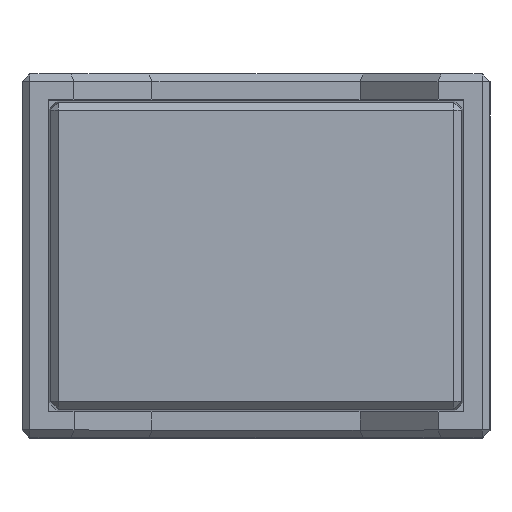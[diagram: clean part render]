
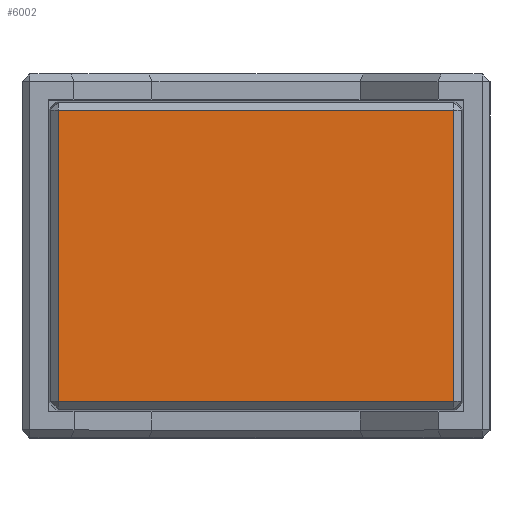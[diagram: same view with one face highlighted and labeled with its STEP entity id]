
A CAD part, top view. The second image highlights one B-rep face of the part: STEP entity #6002.
In plain terms, the highlighted planar face has unit normal (0, 0, 1).
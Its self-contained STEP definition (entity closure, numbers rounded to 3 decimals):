
#187 = DIRECTION ( 'NONE',  ( 0., 0., -1. ) ) ;
#649 = CARTESIAN_POINT ( 'NONE',  ( -7.597, -5.597, 4.7 ) ) ;
#730 = FACE_OUTER_BOUND ( 'NONE', #3979, .T. ) ;
#993 = DIRECTION ( 'NONE',  ( -1., 0., 0. ) ) ;
#1346 = VERTEX_POINT ( 'NONE', #1539 ) ;
#1401 = AXIS2_PLACEMENT_3D ( 'NONE', #5114, #187, #2375 ) ;
#1539 = CARTESIAN_POINT ( 'NONE',  ( -7.597, 5.597, 4.7 ) ) ;
#1638 = DIRECTION ( 'NONE',  ( 0., -1., 0. ) ) ;
#1650 = LINE ( 'NONE', #3851, #3112 ) ;
#2023 = EDGE_CURVE ( 'NONE', #4111, #1346, #3738, .T. ) ;
#2114 = EDGE_CURVE ( 'NONE', #6352, #3797, #1650, .T. ) ;
#2160 = CARTESIAN_POINT ( 'NONE',  ( -7.597, 0., 4.7 ) ) ;
#2237 = CARTESIAN_POINT ( 'NONE',  ( 7.597, -5.597, 4.7 ) ) ;
#2375 = DIRECTION ( 'NONE',  ( -1., 0., 0. ) ) ;
#2668 = ORIENTED_EDGE ( 'NONE', *, *, #7089, .F. ) ;
#2919 = PLANE ( 'NONE',  #1401 ) ;
#3112 = VECTOR ( 'NONE', #6038, 1000. ) ;
#3738 = LINE ( 'NONE', #5926, #4399 ) ;
#3797 = VERTEX_POINT ( 'NONE', #2237 ) ;
#3851 = CARTESIAN_POINT ( 'NONE',  ( 0., -5.597, 4.7 ) ) ;
#3979 = EDGE_LOOP ( 'NONE', ( #5386, #2668, #5149, #6437 ) ) ;
#4111 = VERTEX_POINT ( 'NONE', #5025 ) ;
#4370 = DIRECTION ( 'NONE',  ( 0., 1., 0. ) ) ;
#4378 = LINE ( 'NONE', #6571, #4714 ) ;
#4399 = VECTOR ( 'NONE', #993, 1000. ) ;
#4422 = EDGE_CURVE ( 'NONE', #4111, #3797, #4378, .T. ) ;
#4714 = VECTOR ( 'NONE', #1638, 1000. ) ;
#5025 = CARTESIAN_POINT ( 'NONE',  ( 7.597, 5.597, 4.7 ) ) ;
#5114 = CARTESIAN_POINT ( 'NONE',  ( 7.597, -5.597, 4.7 ) ) ;
#5149 = ORIENTED_EDGE ( 'NONE', *, *, #2114, .T. ) ;
#5386 = ORIENTED_EDGE ( 'NONE', *, *, #2023, .T. ) ;
#5926 = CARTESIAN_POINT ( 'NONE',  ( 0., 5.597, 4.7 ) ) ;
#6002 = ADVANCED_FACE ( 'NONE', ( #730 ), #2919, .F. ) ;
#6038 = DIRECTION ( 'NONE',  ( 1., 0., 0. ) ) ;
#6352 = VERTEX_POINT ( 'NONE', #649 ) ;
#6437 = ORIENTED_EDGE ( 'NONE', *, *, #4422, .F. ) ;
#6571 = CARTESIAN_POINT ( 'NONE',  ( 7.597, 0., 4.7 ) ) ;
#6828 = VECTOR ( 'NONE', #4370, 1000. ) ;
#7089 = EDGE_CURVE ( 'NONE', #6352, #1346, #7095, .T. ) ;
#7095 = LINE ( 'NONE', #2160, #6828 ) ;
